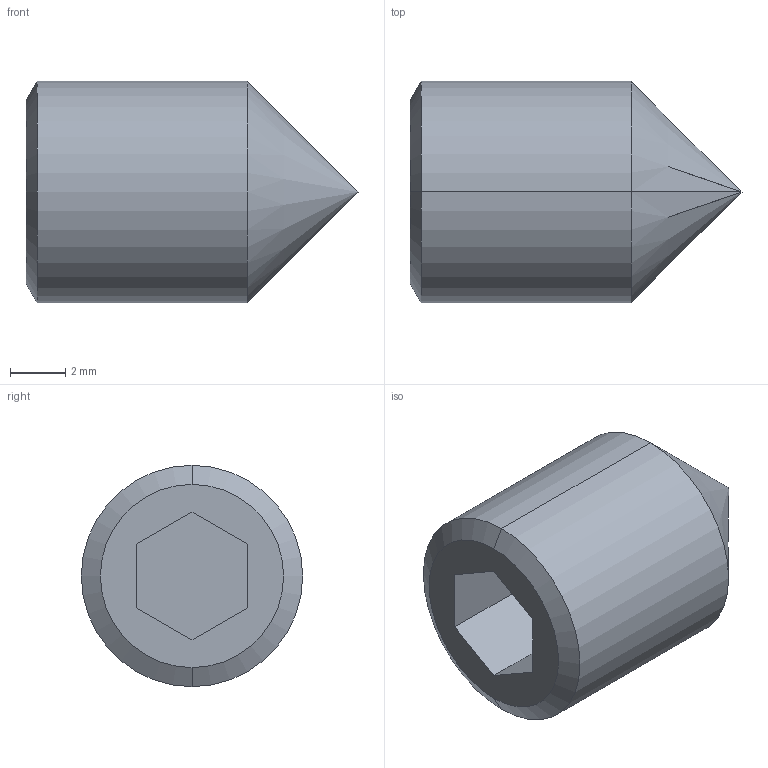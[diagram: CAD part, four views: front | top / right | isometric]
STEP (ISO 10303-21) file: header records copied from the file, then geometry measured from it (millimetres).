
FILE_DESCRIPTION (( 'STEP AP214' ), '1' );
FILE_NAME ('ISO 4027 - M8 x 12-N.STEP', '2022-01-17T21:54:23', ( '' ), ( '' ), 'SwSTEP 2.0', 'SolidWorks 2016', '' );
FILE_SCHEMA (( 'AUTOMOTIVE_DESIGN' ));
Length unit declared in the file: millimetre
Products named in the file (1): ISO 4027 - M8 x 12-N
Bounding box: 12 x 8 x 8 mm (x, y, z)
Volume: 396.6 mm3; surface area: 384.1 mm2
Topology: 1 solids, 1 shells, 14 faces, 32 edges, 19 vertices
Faces by surface type: plane 8, cone 4, cylinder 2
Entity records: 410 total; most frequent: DIRECTION 66, CARTESIAN_POINT 64, ORIENTED_EDGE 60, EDGE_CURVE 30, VECTOR 24, LINE 24, AXIS2_PLACEMENT_3D 21, VERTEX_POINT 19
